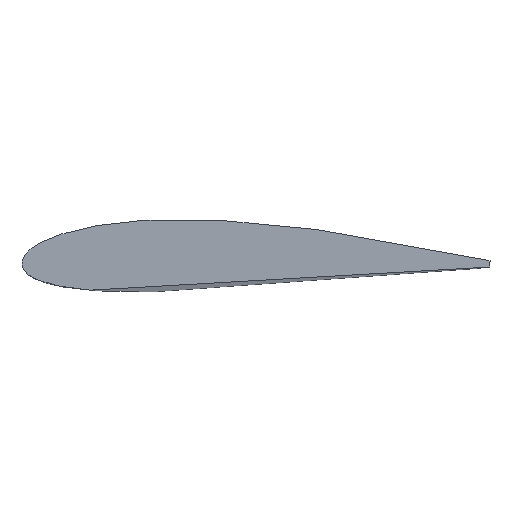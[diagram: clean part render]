
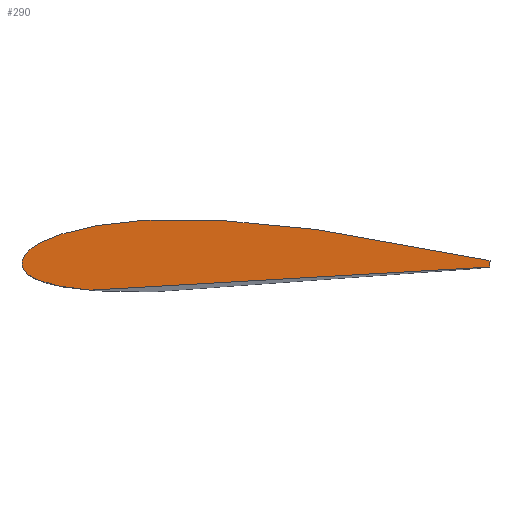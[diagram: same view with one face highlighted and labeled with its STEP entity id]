
A CAD part, top view. The second image highlights one B-rep face of the part: STEP entity #290.
In plain terms, the highlighted planar face has unit normal (0, 0, 1).
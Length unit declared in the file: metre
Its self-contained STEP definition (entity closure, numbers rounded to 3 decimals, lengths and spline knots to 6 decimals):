
#8 = ORIENTED_EDGE ( 'NONE', *, *, #477, .T. ) ;
#11 = CARTESIAN_POINT ( 'NONE',  ( 0.136184, -0.110369, 40. ) ) ;
#15 = CARTESIAN_POINT ( 'NONE',  ( 0.555493, -0.167031, 40. ) ) ;
#19 = CARTESIAN_POINT ( 'NONE',  ( 1.876221, -0.108974, 40. ) ) ;
#26 = CARTESIAN_POINT ( 'NONE',  ( 1.37035, 0.260183, 40. ) ) ;
#28 = EDGE_CURVE ( 'NONE', #135, #333, #373, .T. ) ;
#31 = CARTESIAN_POINT ( 'NONE',  ( 0.829127, 0.27429, 40. ) ) ;
#34 = CARTESIAN_POINT ( 'NONE',  ( 1.559556, 0.243252, 40. ) ) ;
#51 = CARTESIAN_POINT ( 'NONE',  ( 1.686588, -0.124413, 40. ) ) ;
#54 = CARTESIAN_POINT ( 'NONE',  ( 2.874039, -0.016733, 40. ) ) ;
#58 = CARTESIAN_POINT ( 'NONE',  ( 2.757093, -0.028519, 40. ) ) ;
#61 = CARTESIAN_POINT ( 'NONE',  ( 0.351107, -0.152795, 40. ) ) ;
#64 = CARTESIAN_POINT ( 'NONE',  ( 0.651024, 0.262543, 40. ) ) ;
#67 = CARTESIAN_POINT ( 'NONE',  ( 0.189782, 0.167243, 40. ) ) ;
#70 = CARTESIAN_POINT ( 'NONE',  ( 0.0375, 0.081168, 40. ) ) ;
#88 = CARTESIAN_POINT ( 'NONE',  ( 0.054512, -0.074211, 40. ) ) ;
#91 = CARTESIAN_POINT ( 'NONE',  ( 2.706426, -0.033389, 40. ) ) ;
#100 = CARTESIAN_POINT ( 'NONE',  ( 0.85063, -0.16791, 40. ) ) ;
#103 = CARTESIAN_POINT ( 'NONE',  ( 1.264473, 0.267656, 40. ) ) ;
#106 = CARTESIAN_POINT ( 'NONE',  ( 0.158338, 0.154474, 40. ) ) ;
#114 = CARTESIAN_POINT ( 'NONE',  ( 2.850969, 0.026956, 40. ) ) ;
#130 = CARTESIAN_POINT ( 'NONE',  ( 1.391727, -0.145572, 40. ) ) ;
#135 = VERTEX_POINT ( 'NONE', #386 ) ;
#137 = DIRECTION ( 'NONE',  ( 1., 0., 0. ) ) ;
#144 = CARTESIAN_POINT ( 'NONE',  ( 0.210743, -0.130237, 40. ) ) ;
#150 = CARTESIAN_POINT ( 'NONE',  ( -0.005266, 0.013847, 40. ) ) ;
#152 = CARTESIAN_POINT ( 'NONE',  ( 0.23185, 0.182212, 40. ) ) ;
#154 = CARTESIAN_POINT ( 'NONE',  ( 0.969227, 0.277305, 40. ) ) ;
#171 = CARTESIAN_POINT ( 'NONE',  ( 0.703078, -0.169461, 40. ) ) ;
#190 = CARTESIAN_POINT ( 'NONE',  ( 0.533918, 0.249109, 40. ) ) ;
#193 = CARTESIAN_POINT ( 'NONE',  ( 0.26356, 0.192147, 40. ) ) ;
#199 = LINE ( 'NONE', #478, #420 ) ;
#207 = CARTESIAN_POINT ( 'NONE',  ( 0.793963, -0.168869, 40. ) ) ;
#212 = CARTESIAN_POINT ( 'NONE',  ( 2.170364, -0.083963, 40. ) ) ;
#215 = CARTESIAN_POINT ( 'NONE',  ( 2.274649, -0.074856, 40. ) ) ;
#217 = PLANE ( 'NONE',  #357 ) ;
#218 = CARTESIAN_POINT ( 'NONE',  ( 0.178789, -0.122724, 40. ) ) ;
#221 = CARTESIAN_POINT ( 'NONE',  ( 1.854842, 0.208318, 40. ) ) ;
#225 = CARTESIAN_POINT ( 'NONE',  ( 2.559574, 0.090623, 40. ) ) ;
#229 = CARTESIAN_POINT ( 'NONE',  ( 0.055177, 0.096458, 40. ) ) ;
#258 = CARTESIAN_POINT ( 'NONE',  ( 0.646401, -0.169208, 40. ) ) ;
#262 = CARTESIAN_POINT ( 'NONE',  ( 2.874039, 0.022683, 40. ) ) ;
#265 = CARTESIAN_POINT ( 'NONE',  ( 0.3297, 0.210839, 40. ) ) ;
#270 = CARTESIAN_POINT ( 'NONE',  ( 2.815391, 0.03305, 40. ) ) ;
#286 = CARTESIAN_POINT ( 'NONE',  ( 0.284808, -0.143643, 40. ) ) ;
#289 = CARTESIAN_POINT ( 'NONE',  ( 0.40782, -0.158166, 40. ) ) ;
#290 = ADVANCED_FACE ( 'NONE', ( #489 ), #217, .T. ) ;
#301 = CARTESIAN_POINT ( 'NONE',  ( 2.687844, 0.06113, 40. ) ) ;
#306 = CARTESIAN_POINT ( 'NONE',  ( 0.38619, 0.223952, 40. ) ) ;
#318 = CARTESIAN_POINT ( 'NONE',  ( 2.874039, 0.022683, 40. ) ) ;
#328 = ORIENTED_EDGE ( 'NONE', *, *, #28, .F. ) ;
#331 = CARTESIAN_POINT ( 'NONE',  ( 2.836103, -0.020876, 40. ) ) ;
#333 = VERTEX_POINT ( 'NONE', #318 ) ;
#339 = CARTESIAN_POINT ( 'NONE',  ( 0.601901, 0.257223, 40. ) ) ;
#342 = CARTESIAN_POINT ( 'NONE',  ( 0.084488, 0.116951, 40. ) ) ;
#348 = CARTESIAN_POINT ( 'NONE',  ( 1.075127, 0.275765, 40. ) ) ;
#352 = DIRECTION ( 'NONE',  ( 0., 1., 0. ) ) ;
#357 = AXIS2_PLACEMENT_3D ( 'NONE', #404, #452, #137 ) ;
#362 = CARTESIAN_POINT ( 'NONE',  ( 0.252763, -0.138459, 40. ) ) ;
#365 = CARTESIAN_POINT ( 'NONE',  ( 0.990716, -0.164545, 40. ) ) ;
#367 = CARTESIAN_POINT ( 'NONE',  ( 1.285847, -0.151588, 40. ) ) ;
#370 = CARTESIAN_POINT ( 'NONE',  ( 1.982467, -0.100033, 40. ) ) ;
#372 = CARTESIAN_POINT ( 'NONE',  ( 2.469157, -0.056627, 40. ) ) ;
#373 = B_SPLINE_CURVE_WITH_KNOTS ( 'NONE', 3,
 ( #54, #443, #331, #58, #91, #410, #372, #215, #212, #370, #19, #51, #501, #130, #367, #454, #365, #100, #207, #171, #258, #15, #413, #289, #61, #286, #362, #144, #218, #11, #446, #441, #88, #487, #416, #150, #462, #70, #229, #342, #509, #106, #67, #152, #193, #265, #306, #423, #190, #339, #64, #388, #381, #31, #154, #348, #103, #26, #34, #467, #221, #419, #507, #377, #429, #225, #301, #503, #270, #114, #262 ),
 .UNSPECIFIED., .F., .F.,
 ( 4, 1, 1, 1, 1, 1, 1, 1, 1, 1, 1, 1, 1, 1, 1, 1, 1, 1, 1, 1, 1, 1, 1, 1, 1, 1, 1, 1, 1, 1, 1, 1, 1, 1, 1, 1, 1, 1, 1, 1, 1, 1, 1, 1, 1, 1, 1, 1, 1, 1, 1, 1, 1, 1, 1, 1, 1, 1, 1, 1, 1, 1, 1, 1, 1, 1, 1, 1, 4 ),
 ( 2.403819, 2.435151, 2.457649, 2.58365, 2.606147, 2.880646, 2.903144, 3.177422, 3.199919, 3.474068, 3.496566, 3.770524, 3.793021, 4.066601, 4.089099, 4.362384, 4.384882, 4.510193, 4.532691, 4.657988, 4.680486, 4.805949, 4.828446, 4.954536, 4.977034, 5.029516, 5.052014, 5.105722, 5.128219, 5.185092, 5.207589, 5.228958, 5.251456, 5.300181, 5.322678, 5.388394, 5.410891, 5.43571, 5.458207, 5.519831, 5.542329, 5.59931, 5.621807, 5.67663, 5.699128, 5.828213, 5.850711, 5.97757, 6.000068, 6.05639, 6.126012, 6.14851, 6.273933, 6.296431, 6.569538, 6.592036, 6.865802, 6.888299, 7.16307, 7.185567, 7.461533, 7.484031, 7.761305, 7.783802, 8.062509, 8.085007, 8.213898, 8.236395, 8.290224 ),
 .UNSPECIFIED. ) ;
#377 = CARTESIAN_POINT ( 'NONE',  ( 2.253167, 0.145987, 40. ) ) ;
#381 = CARTESIAN_POINT ( 'NONE',  ( 0.772448, 0.271953, 40. ) ) ;
#386 = CARTESIAN_POINT ( 'NONE',  ( 2.874039, -0.016733, 40. ) ) ;
#388 = CARTESIAN_POINT ( 'NONE',  ( 0.700237, 0.266867, 40. ) ) ;
#404 = CARTESIAN_POINT ( 'NONE',  ( 0., 0., 40. ) ) ;
#410 = CARTESIAN_POINT ( 'NONE',  ( 2.58078, -0.045572, 40. ) ) ;
#413 = CARTESIAN_POINT ( 'NONE',  ( 0.498813, -0.164483, 40. ) ) ;
#416 = CARTESIAN_POINT ( 'NONE',  ( 0.007227, -0.029753, 40. ) ) ;
#419 = CARTESIAN_POINT ( 'NONE',  ( 1.96112, 0.193399, 40. ) ) ;
#420 = VECTOR ( 'NONE', #352, 1. ) ;
#423 = CARTESIAN_POINT ( 'NONE',  ( 0.477286, 0.240974, 40. ) ) ;
#429 = CARTESIAN_POINT ( 'NONE',  ( 2.446768, 0.11134, 40. ) ) ;
#441 = CARTESIAN_POINT ( 'NONE',  ( 0.073718, -0.08475, 40. ) ) ;
#443 = CARTESIAN_POINT ( 'NONE',  ( 2.860525, -0.018316, 40. ) ) ;
#446 = CARTESIAN_POINT ( 'NONE',  ( 0.103992, -0.098937, 40. ) ) ;
#452 = DIRECTION ( 'NONE',  ( 0., 0., 1. ) ) ;
#454 = CARTESIAN_POINT ( 'NONE',  ( 1.096556, -0.160537, 40. ) ) ;
#462 = CARTESIAN_POINT ( 'NONE',  ( 0.011034, 0.050807, 40. ) ) ;
#467 = CARTESIAN_POINT ( 'NONE',  ( 1.665237, 0.231859, 40. ) ) ;
#477 = EDGE_CURVE ( 'NONE', #135, #333, #199, .T. ) ;
#478 = CARTESIAN_POINT ( 'NONE',  ( 2.874039, 0., 40. ) ) ;
#487 = CARTESIAN_POINT ( 'NONE',  ( 0.029273, -0.056204, 40. ) ) ;
#489 = FACE_OUTER_BOUND ( 'NONE', #490, .T. ) ;
#490 = EDGE_LOOP ( 'NONE', ( #328, #8 ) ) ;
#501 = CARTESIAN_POINT ( 'NONE',  ( 1.580881, -0.132715, 40. ) ) ;
#503 = CARTESIAN_POINT ( 'NONE',  ( 2.7349, 0.048796, 40. ) ) ;
#507 = CARTESIAN_POINT ( 'NONE',  ( 2.149316, 0.163956, 40. ) ) ;
#509 = CARTESIAN_POINT ( 'NONE',  ( 0.115633, 0.134333, 40. ) ) ;
